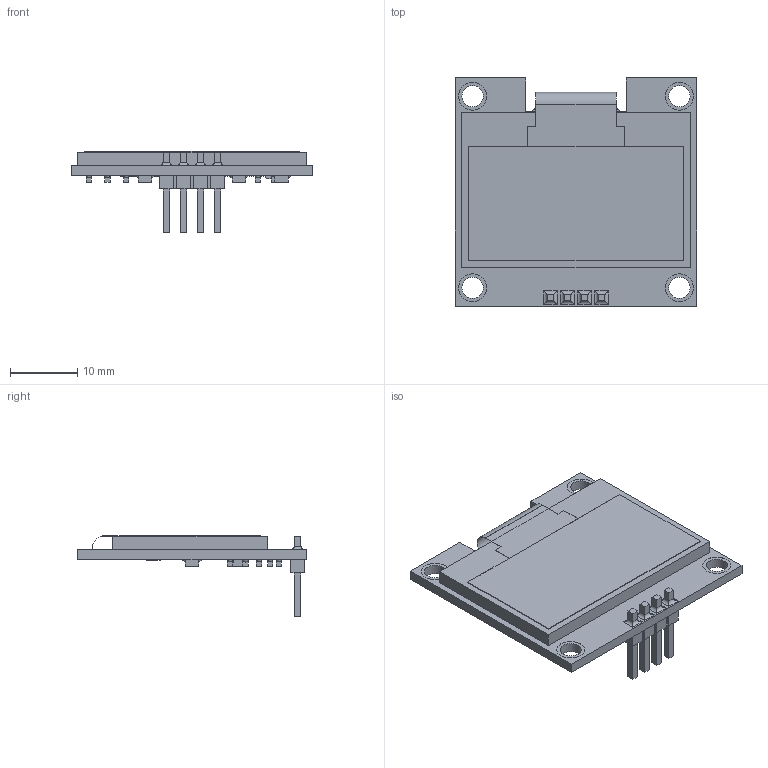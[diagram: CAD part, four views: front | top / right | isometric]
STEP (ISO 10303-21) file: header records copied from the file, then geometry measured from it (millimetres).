
FILE_DESCRIPTION(('HOOPS Exchange Step'),'2;1');
FILE_NAME('82555eca2aaedd00c545f7c0a1ff718d20210629-1-1e72zw9.SLDPRT.step','2021-06-29T18:46:50+00:00',('root'),('Unknown organisation'),'HOOPS Exchange 2021.0','HOOPS Exchange','Unknown authorisation');
FILE_SCHEMA( ('AUTOMOTIVE_DESIGN { 1 0 10303 214 1 1 1 1 }') );
Length unit declared in the file: millimetre
Products named in the file (2): Predeterminado; 82555eca2aaedd00c545f7c0a1ff718d20210629-1-1e72zw9
Assembly tree (1 placements, depth 2):
  82555eca2aaedd00c545f7c0a1ff718d20210629-1-1e72zw9
    Predeterminado
Bounding box: 36 x 34 x 12.1 mm (x, y, z)
Volume: 3416.6 mm3; surface area: 3271.2 mm2
Topology: 1 solids, 1 shells, 721 faces, 2100 edges, 1380 vertices
Faces by surface type: plane 652, sphere 36, cylinder 33
Full cylindrical faces by diameter (mm): 3.175 x4, 4.175 x8
Entity records: 23714 total; most frequent: CARTESIAN_POINT 4168, ORIENTED_EDGE 4128, DIRECTION 3674, EDGE_CURVE 2064, VECTOR 1902, LINE 1902, VERTEX_POINT 1380, AXIS2_PLACEMENT_3D 886
